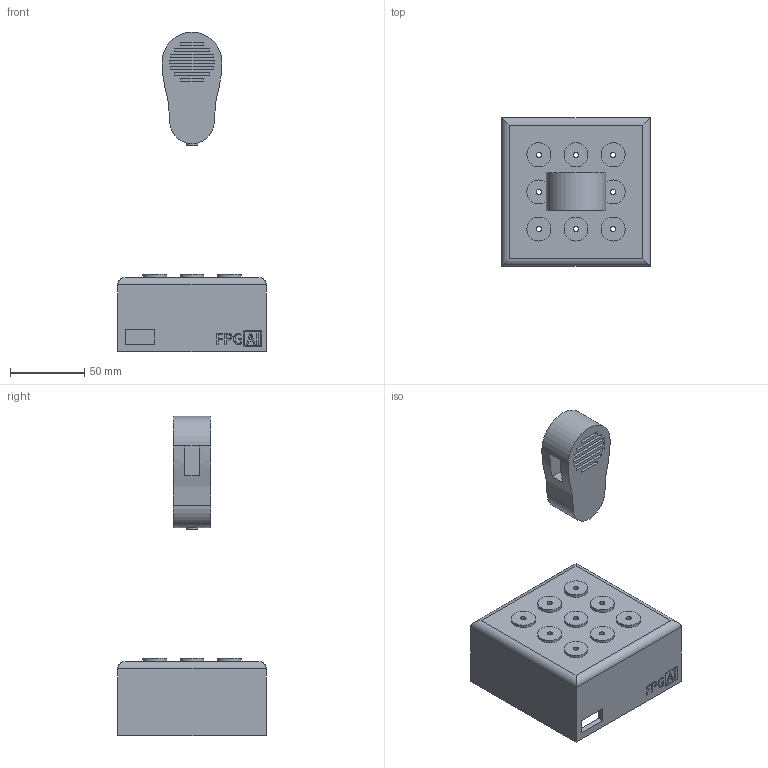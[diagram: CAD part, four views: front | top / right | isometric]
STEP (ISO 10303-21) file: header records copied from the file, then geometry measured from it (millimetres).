
FILE_DESCRIPTION(/* description */ ('STEP AP242','CAx-IF Rec.Pracs.---Representation and Presentation of Product Manufacturing Information (PMI)---4.0---2014-10-13','CAx-IF Rec.Pracs.---3D Tessellated Geometry---0.4---2014-09-14','2;1'),/* implementation_level */ '2;1');
FILE_NAME(/* name */ '68caf04eaf72683cd1617f9e',/* time_stamp */ '2025-09-17T17:30:55Z',/* author */ (''),/* organization */ (''),/* preprocessor_version */ 'ST-DEVELOPER v20',/* originating_system */ 'ONSHAPE BY PTC INC, 1.203',/* authorisation */ ' ');
FILE_SCHEMA (('AP242_MANAGED_MODEL_BASED_3D_ENGINEERING_MIM_LF { 1 0 10303 442 1 1 4 }'));
Length unit declared in the file: metre
Products named in the file (2): Part 2; Part 1
Bounding box: 100 x 100 x 215 mm (x, y, z)
Volume: 223843.4 mm3; surface area: 67818.2 mm2
Topology: 2 solids, 2 shells, 184 faces, 463 edges, 310 vertices
Faces by surface type: plane 124, cylinder 32, bspline 28
Full cylindrical faces by diameter (mm): 3.5 x10, 7.5 x1, 16.123 x9
Entity records: 5482 total; most frequent: CARTESIAN_POINT 1247, ORIENTED_EDGE 866, DIRECTION 749, EDGE_CURVE 433, LINE 315, VECTOR 315, VERTEX_POINT 300, EDGE_LOOP 251
